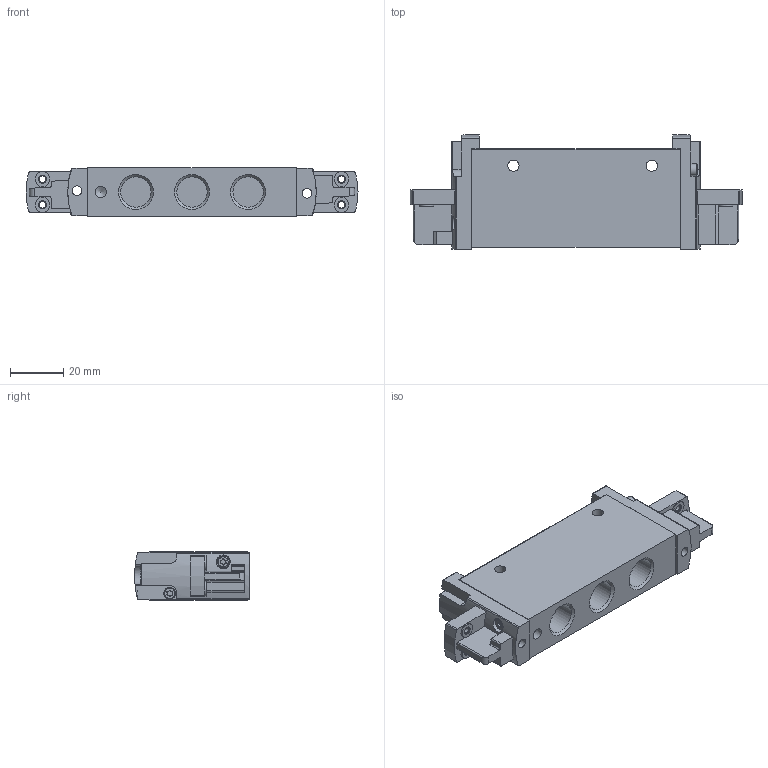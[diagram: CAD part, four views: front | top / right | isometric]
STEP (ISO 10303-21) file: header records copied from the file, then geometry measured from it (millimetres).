
FILE_DESCRIPTION(/* description */ ('STEP AP214'),/* implementation_level */ '2;1');
FILE_NAME(/* name */ '8033551_VUVG-L18-T32U-M-G14-P1',/* time_stamp */ '2024-09-17T16:37:24+02:00',/* author */ ('License CC BY-ND 4.0'),/* organization */ ('CADENAS'),/* preprocessor_version */ 'ST-DEVELOPER v19.3',/* originating_system */ 'PARTsolutions',/* authorisation */ ' ');
FILE_SCHEMA (('AUTOMOTIVE_DESIGN {1 0 10303 214 3 1 1}'));
Length unit declared in the file: millimetre
Products named in the file (2): 8033551 VUVG-L18-T32U-M-G14-P1; 564212 VUVG-L-18-T32U-M-H-G14--1P1--------(G)
Assembly tree (1 placements, depth 2):
  8033551 VUVG-L18-T32U-M-G14-P1
    564212 VUVG-L-18-T32U-M-H-G14--1P1--------(G)
Bounding box: 124.8 x 43.1 x 18.3 mm (x, y, z)
Volume: 62108.6 mm3; surface area: 17672.9 mm2
Topology: 1 solids, 1 shells, 307 faces, 803 edges, 529 vertices
Faces by surface type: plane 157, cylinder 130, cone 18, torus 2
Full cylindrical faces by diameter (mm): 2.459 x4, 3 x4, 3.6 x2, 4 x4, 4.2 x3, 4.5 x4, 5.2 x2, 5.6 x4, 11.445 x5
Entity records: 11490 total; most frequent: CARTESIAN_POINT 1688, DIRECTION 1654, ORIENTED_EDGE 1490, EDGE_CURVE 745, AXIS2_PLACEMENT_3D 624, VERTEX_POINT 522, LINE 406, VECTOR 406
